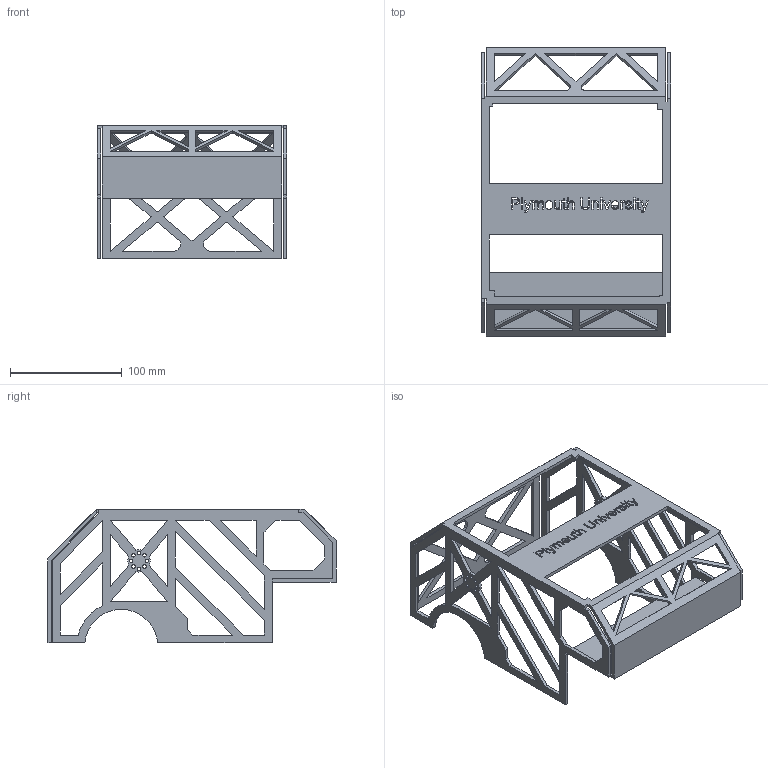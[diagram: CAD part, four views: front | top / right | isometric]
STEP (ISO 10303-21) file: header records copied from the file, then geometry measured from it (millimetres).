
FILE_DESCRIPTION(/* description */ (''),/* implementation_level */ '2;1');
FILE_NAME(/* name */ 'torso1.stp',/* time_stamp */ '2019-12-11T17:58:48+00:00',/* author */ (''),/* organization */ (''),/* preprocessor_version */ 'ST-DEVELOPER v18',/* originating_system */ 'Autodesk Translation Framework v8.9.1.1155',/* authorisation */ '');
FILE_SCHEMA (('AUTOMOTIVE_DESIGN { 1 0 10303 214 3 1 1 }'));
Length unit declared in the file: centimetre
Products named in the file (1): body
Bounding box: 169 x 257.34 x 119.61 mm (x, y, z)
Volume: 179106.4 mm3; surface area: 147795 mm2
Topology: 2 solids, 2 shells, 546 faces, 1620 edges, 1078 vertices
Faces by surface type: plane 343, bspline 169, cylinder 34
Full cylindrical faces by diameter (mm): 3 x16
Entity records: 19978 total; most frequent: CARTESIAN_POINT 6118, ORIENTED_EDGE 3240, DIRECTION 2106, EDGE_CURVE 1620, LINE 1214, VECTOR 1214, VERTEX_POINT 1078, EDGE_LOOP 702
